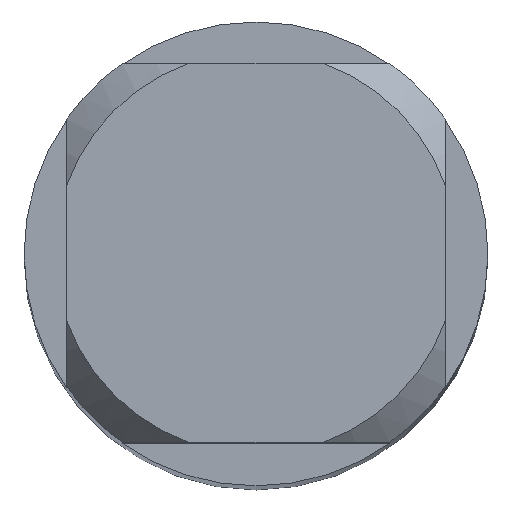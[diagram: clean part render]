
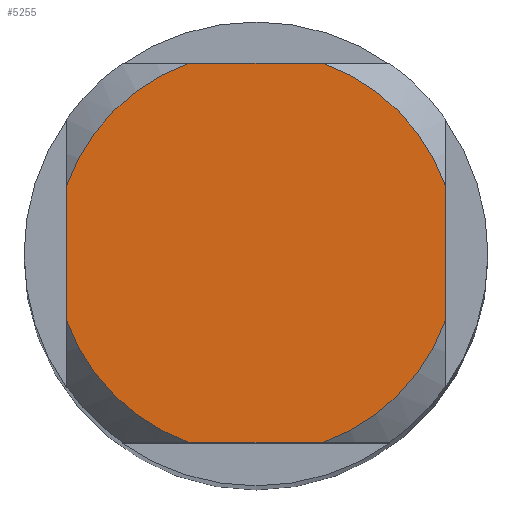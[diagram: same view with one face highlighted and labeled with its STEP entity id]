
A CAD part, top view. The second image highlights one B-rep face of the part: STEP entity #5255.
In plain terms, the highlighted planar face has unit normal (0, 0, 1).
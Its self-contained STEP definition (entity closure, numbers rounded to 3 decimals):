
#3775=EDGE_CURVE('',#5325,#10887,#11162,.T.);
#3777=VERTEX_POINT('',#11164);
#3999=EDGE_CURVE('',#5325,#8305,#11402,.T.);
#4855=VERTEX_POINT('',#12335);
#5095=EDGE_CURVE('',#9231,#3777,#12590,.T.);
#5133=EDGE_CURVE('',#4855,#8655,#12633,.T.);
#5255=ADVANCED_FACE('',(#12770),#12771,.T.);
#5325=VERTEX_POINT('',#12849);
#5505=EDGE_CURVE('',#4855,#3777,#13049,.T.);
#6503=EDGE_CURVE('',#9573,#8655,#14135,.T.);
#8305=VERTEX_POINT('',#16092);
#8569=EDGE_CURVE('',#9573,#8305,#16374,.T.);
#8655=VERTEX_POINT('',#16465);
#9231=VERTEX_POINT('',#17087);
#9573=VERTEX_POINT('',#17455);
#9845=EDGE_CURVE('',#9231,#10887,#17751,.T.);
#10887=VERTEX_POINT('',#18889);
#11162=CIRCLE('',#19242,2.6);
#11164=CARTESIAN_POINT('',(2.45,0.87,0.0));
#11402=LINE('',#19626,#19627);
#12335=CARTESIAN_POINT('',(2.45,-0.87,0.0));
#12590=CIRCLE('',#21749,2.6);
#12633=CIRCLE('',#21826,2.6);
#12770=FACE_OUTER_BOUND('',#22086,.T.);
#12771=PLANE('',#22087);
#12849=CARTESIAN_POINT('',(-2.45,0.87,0.0));
#13049=LINE('',#22613,#22614);
#14135=LINE('',#24632,#24633);
#16092=CARTESIAN_POINT('',(-2.45,-0.87,0.0));
#16374=CIRCLE('',#28887,2.6);
#16465=CARTESIAN_POINT('',(0.87,-2.45,0.0));
#17087=CARTESIAN_POINT('',(0.87,2.45,0.0));
#17455=CARTESIAN_POINT('',(-0.87,-2.45,0.0));
#17751=LINE('',#31381,#31382);
#18889=CARTESIAN_POINT('',(-0.87,2.45,0.0));
#19242=AXIS2_PLACEMENT_3D('',#33757,#33758,#33759);
#19626=CARTESIAN_POINT('',(-2.45,0.65,0.0));
#19627=VECTOR('',#33988,1.0);
#21749=AXIS2_PLACEMENT_3D('',#35189,#35190,#35191);
#21826=AXIS2_PLACEMENT_3D('',#35245,#35246,#35247);
#22086=EDGE_LOOP('',(#35419,#35420,#35421,#35422,#35423,#35424,#35425,#35426));
#22087=AXIS2_PLACEMENT_3D('',#35427,#35428,#35429);
#22613=CARTESIAN_POINT('',(2.45,0.65,0.0));
#22614=VECTOR('',#35765,1.0);
#24632=CARTESIAN_POINT('',(0.0,-2.45,0.0));
#24633=VECTOR('',#37111,1.0);
#28887=AXIS2_PLACEMENT_3D('',#39343,#39344,#39345);
#31381=CARTESIAN_POINT('',(0.0,2.45,0.0));
#31382=VECTOR('',#40630,1.0);
#33757=CARTESIAN_POINT('',(0.0,0.0,0.0));
#33758=DIRECTION('',(0.0,0.0,-1.0));
#33759=DIRECTION('',(0.0,1.0,0.0));
#33988=DIRECTION('',(-0.0,-1.0,0.0));
#35189=CARTESIAN_POINT('',(0.0,0.0,0.0));
#35190=DIRECTION('',(0.0,0.0,-1.0));
#35191=DIRECTION('',(0.0,1.0,0.0));
#35245=CARTESIAN_POINT('',(0.0,0.0,0.0));
#35246=DIRECTION('',(0.0,0.0,-1.0));
#35247=DIRECTION('',(0.0,1.0,0.0));
#35419=ORIENTED_EDGE('',*,*,#3999,.T.);
#35420=ORIENTED_EDGE('',*,*,#8569,.F.);
#35421=ORIENTED_EDGE('',*,*,#6503,.T.);
#35422=ORIENTED_EDGE('',*,*,#5133,.F.);
#35423=ORIENTED_EDGE('',*,*,#5505,.T.);
#35424=ORIENTED_EDGE('',*,*,#5095,.F.);
#35425=ORIENTED_EDGE('',*,*,#9845,.T.);
#35426=ORIENTED_EDGE('',*,*,#3775,.F.);
#35427=CARTESIAN_POINT('',(0.0,1.3,0.0));
#35428=DIRECTION('',(-0.0,0.0,1.0));
#35429=DIRECTION('',(0.0,-1.0,0.0));
#35765=DIRECTION('',(-0.0,1.0,0.0));
#37111=DIRECTION('',(1.0,0.0,0.0));
#39343=CARTESIAN_POINT('',(0.0,0.0,0.0));
#39344=DIRECTION('',(0.0,0.0,-1.0));
#39345=DIRECTION('',(0.0,1.0,0.0));
#40630=DIRECTION('',(-1.0,0.0,0.0));
